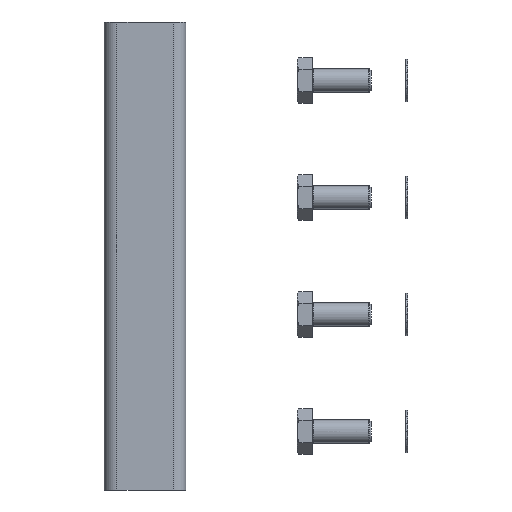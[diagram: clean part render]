
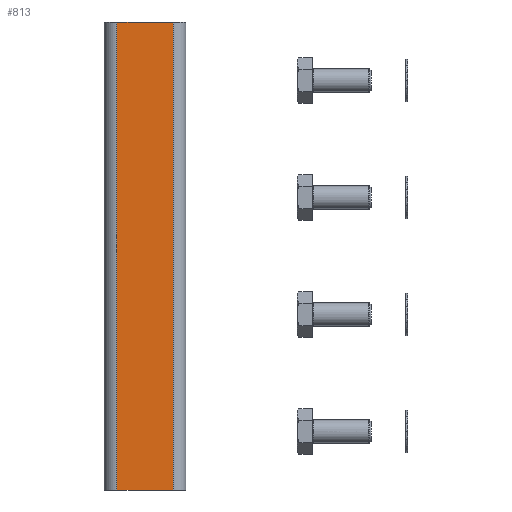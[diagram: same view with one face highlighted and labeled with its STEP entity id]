
A CAD part, front view. The second image highlights one B-rep face of the part: STEP entity #813.
In plain terms, the highlighted planar face has unit normal (0, -1, 0).
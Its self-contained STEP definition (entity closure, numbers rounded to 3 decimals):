
#112 = DIRECTION ( 'NONE',  ( 0., 0., -1. ) ) ;
#271 = EDGE_CURVE ( 'NONE', #2485, #472, #4131, .T. ) ;
#280 = CARTESIAN_POINT ( 'NONE',  ( 0., -37.25, 100. ) ) ;
#472 = VERTEX_POINT ( 'NONE', #6031 ) ;
#585 = CARTESIAN_POINT ( 'NONE',  ( 5.5, -37.25, 100. ) ) ;
#813 = ADVANCED_FACE ( 'NONE', ( #6871 ), #1892, .F. ) ;
#1173 = LINE ( 'NONE', #3398, #2723 ) ;
#1437 = ORIENTED_EDGE ( 'NONE', *, *, #3342, .F. ) ;
#1892 = PLANE ( 'NONE',  #4037 ) ;
#2429 = VECTOR ( 'NONE', #112, 1000. ) ;
#2485 = VERTEX_POINT ( 'NONE', #5435 ) ;
#2610 = CARTESIAN_POINT ( 'NONE',  ( 5.5, -37.25, -100. ) ) ;
#2628 = CARTESIAN_POINT ( 'NONE',  ( 29.5, -37.25, -100. ) ) ;
#2700 = DIRECTION ( 'NONE',  ( 1., 0., 0. ) ) ;
#2723 = VECTOR ( 'NONE', #5644, 1000. ) ;
#2834 = LINE ( 'NONE', #3836, #2864 ) ;
#2864 = VECTOR ( 'NONE', #2700, 1000. ) ;
#2955 = DIRECTION ( 'NONE',  ( -1., 0., 0. ) ) ;
#3054 = EDGE_LOOP ( 'NONE', ( #3264, #1437, #5839, #7110 ) ) ;
#3264 = ORIENTED_EDGE ( 'NONE', *, *, #4224, .T. ) ;
#3342 = EDGE_CURVE ( 'NONE', #472, #4106, #1173, .T. ) ;
#3398 = CARTESIAN_POINT ( 'NONE',  ( 29.5, -37.25, 100. ) ) ;
#3836 = CARTESIAN_POINT ( 'NONE',  ( 0., -37.25, -100. ) ) ;
#4037 = AXIS2_PLACEMENT_3D ( 'NONE', #280, #5194, #2955 ) ;
#4106 = VERTEX_POINT ( 'NONE', #2628 ) ;
#4131 = LINE ( 'NONE', #4586, #5946 ) ;
#4224 = EDGE_CURVE ( 'NONE', #4907, #4106, #2834, .T. ) ;
#4586 = CARTESIAN_POINT ( 'NONE',  ( 0., -37.25, 100. ) ) ;
#4907 = VERTEX_POINT ( 'NONE', #2610 ) ;
#5124 = LINE ( 'NONE', #585, #2429 ) ;
#5194 = DIRECTION ( 'NONE',  ( 0., 1., 0. ) ) ;
#5206 = EDGE_CURVE ( 'NONE', #2485, #4907, #5124, .T. ) ;
#5435 = CARTESIAN_POINT ( 'NONE',  ( 5.5, -37.25, 100. ) ) ;
#5644 = DIRECTION ( 'NONE',  ( 0., 0., -1. ) ) ;
#5839 = ORIENTED_EDGE ( 'NONE', *, *, #271, .F. ) ;
#5946 = VECTOR ( 'NONE', #6952, 1000. ) ;
#6031 = CARTESIAN_POINT ( 'NONE',  ( 29.5, -37.25, 100. ) ) ;
#6871 = FACE_OUTER_BOUND ( 'NONE', #3054, .T. ) ;
#6952 = DIRECTION ( 'NONE',  ( 1., 0., 0. ) ) ;
#7110 = ORIENTED_EDGE ( 'NONE', *, *, #5206, .T. ) ;
